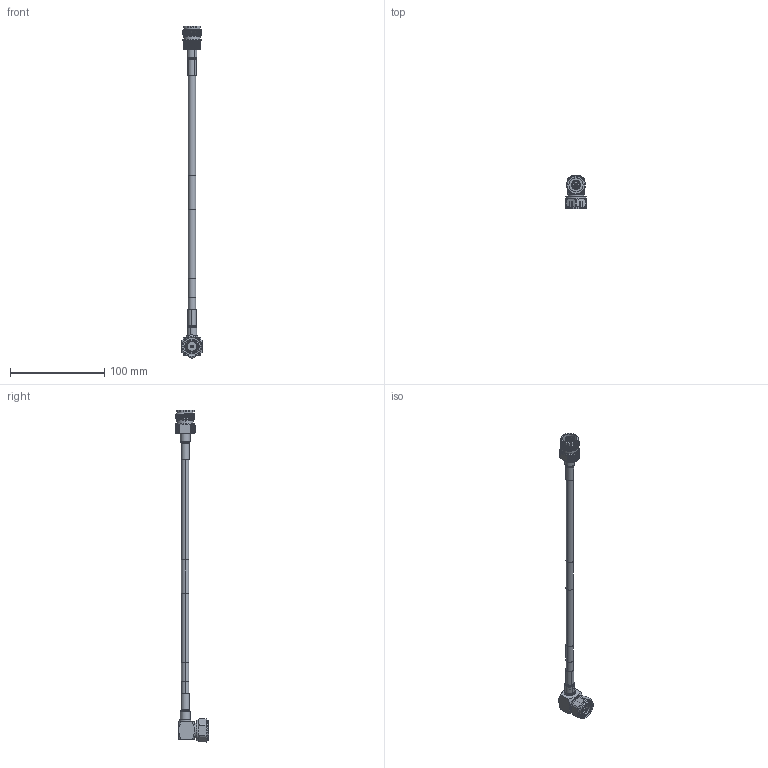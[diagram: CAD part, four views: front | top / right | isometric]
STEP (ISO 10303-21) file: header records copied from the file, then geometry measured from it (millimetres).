
FILE_DESCRIPTION (( 'STEP AP214' ), '1' );
FILE_NAME ('FMCA2019_3D.step', '2025-07-24T19:23:17', ( '' ), ( '' ), 'SwSTEP 2.0', 'SolidWorks 2022', '' );
FILE_SCHEMA (( 'AUTOMOTIVE_DESIGN' ));
Length unit declared in the file: inch
Products named in the file (5): TC-SPP250-4310F-LP; HeatShrink_CA-300_4; TC-250-4310M-RA-LP_body; FMCA2019_3D; SPF-250_W_LABEL & PIM
Assembly tree (5 placements, depth 2):
  FMCA2019_3D
    SPF-250_W_LABEL & PIM
    HeatShrink_CA-300_4  x2
    TC-SPP250-4310F-LP
    TC-250-4310M-RA-LP_body
Bounding box: 22 x 35.51 x 352.57 mm (x, y, z)
Volume: 30658.6 mm3; surface area: 21614.2 mm2
Topology: 8 solids, 8 shells, 538 faces, 1227 edges, 717 vertices
Faces by surface type: cone 188, plane 180, cylinder 137, torus 30, bspline 3
Entity records: 16469 total; most frequent: CARTESIAN_POINT 4703, DIRECTION 2467, ORIENTED_EDGE 2350, EDGE_CURVE 1175, AXIS2_PLACEMENT_3D 1015, VERTEX_POINT 693, EDGE_LOOP 540, ADVANCED_FACE 516
